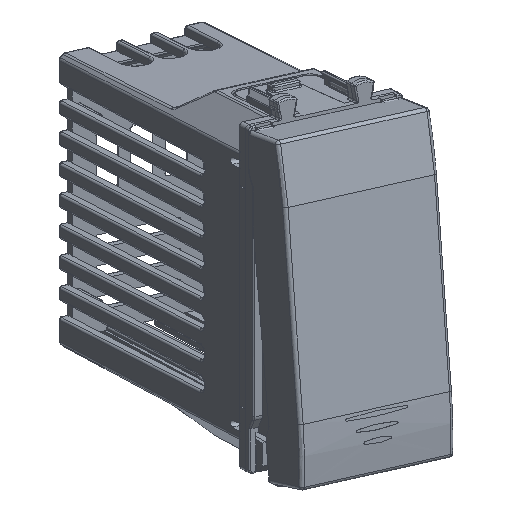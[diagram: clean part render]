
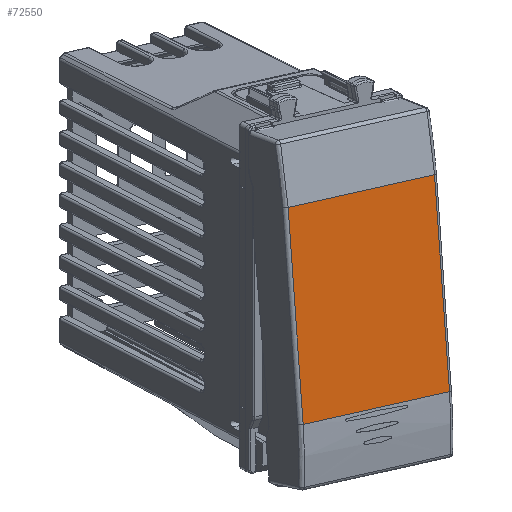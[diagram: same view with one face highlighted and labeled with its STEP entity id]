
A CAD part, top view. The second image highlights one B-rep face of the part: STEP entity #72550.
In plain terms, the highlighted face is planar.
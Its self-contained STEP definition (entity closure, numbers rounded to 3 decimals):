
#72511=CARTESIAN_POINT('Axis2P3D Location',(12.698,0.,13.41)) ;
#72516=CARTESIAN_POINT('Line Origine',(-14.349,0.,10.089)) ;
#72520=CARTESIAN_POINT('Vertex',(-14.349,-10.651,10.089)) ;
#72522=CARTESIAN_POINT('Vertex',(-14.349,10.651,10.089)) ;
#72525=CARTESIAN_POINT('Line Origine',(-0.826,-10.651,11.75)) ;
#72529=CARTESIAN_POINT('Vertex',(12.698,-10.651,13.41)) ;
#72532=CARTESIAN_POINT('Line Origine',(12.698,0.,13.41)) ;
#72536=CARTESIAN_POINT('Vertex',(12.698,10.651,13.41)) ;
#72539=CARTESIAN_POINT('Line Origine',(-0.826,10.651,11.75)) ;
#72512=DIRECTION('Axis2P3D Direction',(0.122,0.,-0.993)) ;
#72513=DIRECTION('Axis2P3D XDirection',(-0.993,0.,-0.122)) ;
#72517=DIRECTION('Vector Direction',(0.,1.,0.)) ;
#72526=DIRECTION('Vector Direction',(0.993,0.,0.122)) ;
#72533=DIRECTION('Vector Direction',(0.,1.,0.)) ;
#72540=DIRECTION('Vector Direction',(-0.993,0.,-0.122)) ;
#72514=AXIS2_PLACEMENT_3D('Plane Axis2P3D',#72511,#72512,#72513) ;
#72545=ORIENTED_EDGE('',*,*,#72524,.F.) ;
#72546=ORIENTED_EDGE('',*,*,#72531,.T.) ;
#72547=ORIENTED_EDGE('',*,*,#72538,.T.) ;
#72548=ORIENTED_EDGE('',*,*,#72543,.T.) ;
#72518=VECTOR('Line Direction',#72517,1.) ;
#72527=VECTOR('Line Direction',#72526,1.) ;
#72534=VECTOR('Line Direction',#72533,1.) ;
#72541=VECTOR('Line Direction',#72540,1.) ;
#72550=ADVANCED_FACE('mostrina',(#72549),#72515,.F.) ;
#72524=EDGE_CURVE('',#72521,#72523,#72519,.T.) ;
#72531=EDGE_CURVE('',#72521,#72530,#72528,.T.) ;
#72538=EDGE_CURVE('',#72530,#72537,#72535,.T.) ;
#72543=EDGE_CURVE('',#72537,#72523,#72542,.T.) ;
#72544=EDGE_LOOP('',(#72545,#72546,#72547,#72548)) ;
#72549=FACE_OUTER_BOUND('',#72544,.T.) ;
#72519=LINE('Line',#72516,#72518) ;
#72528=LINE('Line',#72525,#72527) ;
#72535=LINE('Line',#72532,#72534) ;
#72542=LINE('Line',#72539,#72541) ;
#72515=PLANE('',#72514) ;
#72521=VERTEX_POINT('',#72520) ;
#72523=VERTEX_POINT('',#72522) ;
#72530=VERTEX_POINT('',#72529) ;
#72537=VERTEX_POINT('',#72536) ;
